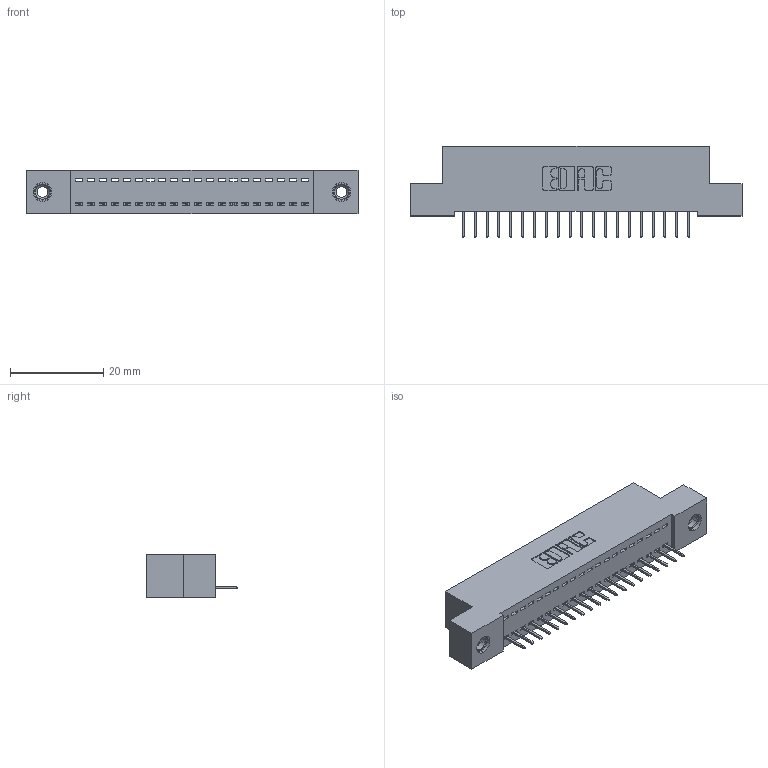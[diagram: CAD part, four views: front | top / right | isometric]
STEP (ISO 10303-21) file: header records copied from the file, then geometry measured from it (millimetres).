
FILE_DESCRIPTION (( 'STEP AP203' ), '1' );
FILE_NAME ('342-020-524-108.STEP', '2018-08-10T22:49:54', ( '' ), ( '' ), 'SwSTEP 2.0', 'SolidWorks 2016', '' );
FILE_SCHEMA (( 'CONFIG_CONTROL_DESIGN' ));
Length unit declared in the file: inch
Products named in the file (4): 342 Part_TI; 345-292-001_345-293-124; 345-250-001_345-250-003-102; 342-020-524-108
Assembly tree (23 placements, depth 2):
  342-020-524-108
    342 Part_TI
    345-292-001_345-293-124  x20
    345-250-001_345-250-003-102  x2
Bounding box: 71.12 x 19.69 x 9.4 mm (x, y, z)
Volume: 6070.1 mm3; surface area: 8275.3 mm2
Topology: 23 solids, 23 shells, 1410 faces, 4035 edges, 2602 vertices
Faces by surface type: plane 1058, cylinder 336, cone 12, torus 4
Entity records: 16200 total; most frequent: CARTESIAN_POINT 2777, ORIENTED_EDGE 2726, DIRECTION 2421, EDGE_CURVE 1363, LINE 1219, VECTOR 1219, VERTEX_POINT 900, AXIS2_PLACEMENT_3D 601
